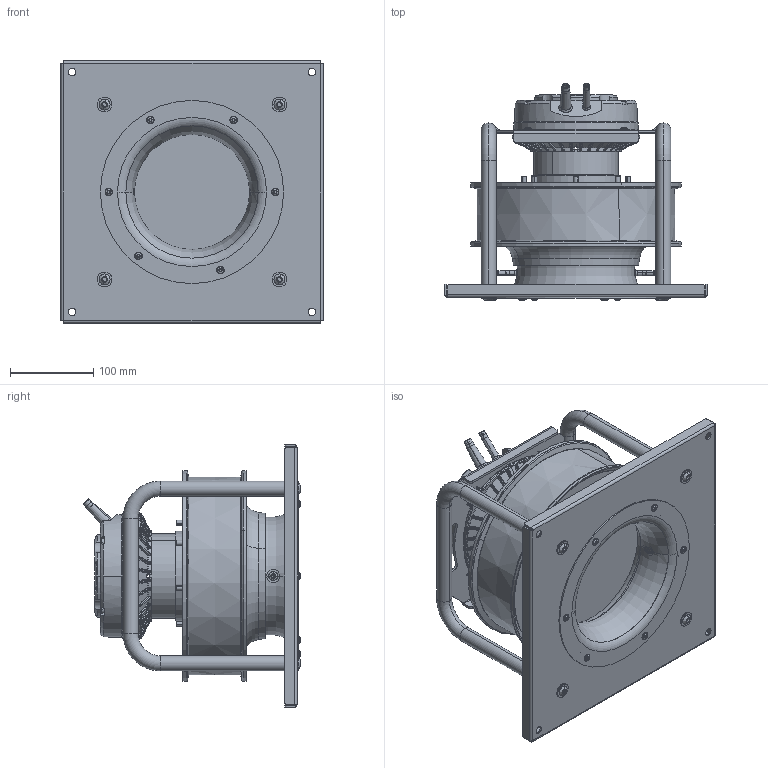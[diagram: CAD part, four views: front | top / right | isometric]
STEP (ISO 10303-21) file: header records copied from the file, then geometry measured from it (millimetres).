
FILE_DESCRIPTION((''),'2;1');
FILE_NAME('1187380_ASM','2023-08-30T09:35:49',('mkulawiak'),(''),'CREO PARAMETRIC BY PTC INC, 2022484','CREO PARAMETRIC BY PTC INC, 2022484','');
FILE_SCHEMA(('CONFIG_CONTROL_DESIGN'));
Products named in the file (23): 1187536; 1187539; FILLET_WELD_ID_1315; 1176184; 1187534_ASM; 1167306; 1167307; 1167305_ASM; 1165381; 1188746; FAN_MOTOR_225_07_F_FLANGE_ASM; 1166269; 1195166; 1173619; 1173620; 1111787; 1187381_ASM; 1187378; 1187379; 1169191; 1195167; 1195169; 1187380_ASM
Assembly tree (59 placements, depth 4):
  1187380_ASM
    1187534_ASM
      1187536  x2
      1187539
      FILLET_WELD_ID_1315
      1176184  x4
    1187381_ASM
      1167305_ASM
        1167306
        1167307
      FAN_MOTOR_225_07_F_FLANGE_ASM
        1165381
        1188746  x7
      1166269
      1195166  x7
      1173619  x2
      1173620  x2
      1111787  x2
    1187378  x4
    1187379  x4
    1195166  x4
    1169191
    1195167  x4
    1195169  x6
Bounding box: 315 x 261.09 x 315 mm (x, y, z)
Volume: 3701164.8 mm3; surface area: 841821.4 mm2
Topology: 59 solids, 98 shells, 4140 faces, 10900 edges, 6807 vertices
Faces by surface type: cylinder 1522, plane 1414, bspline 623, torus 279, cone 264, sphere 38
Entity records: 86477 total; most frequent: CARTESIAN_POINT 33840, ORIENTED_EDGE 11324, DIRECTION 10114, EDGE_CURVE 5938, AXIS2_PLACEMENT_3D 4086, VERTEX_POINT 3633, EDGE_LOOP 2441, FACE_OUTER_BOUND 2290
